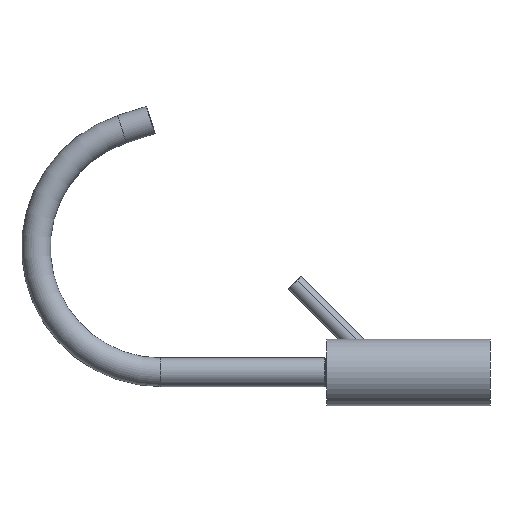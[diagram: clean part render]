
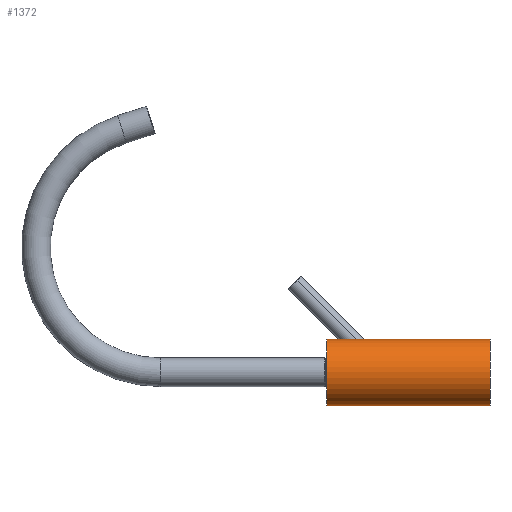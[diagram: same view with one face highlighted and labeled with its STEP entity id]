
A CAD part, left-side view. The second image highlights one B-rep face of the part: STEP entity #1372.
In plain terms, the highlighted cylindrical face has radius 22.05 mm (diameter 44.1 mm), a partial arc.
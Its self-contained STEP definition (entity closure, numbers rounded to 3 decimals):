
#42 = EDGE_CURVE ( 'NONE', #868, #2215, #821, .T. ) ;
#87 = AXIS2_PLACEMENT_3D ( 'NONE', #920, #2609, #1120 ) ;
#119 = VECTOR ( 'NONE', #1514, 1000. ) ;
#144 = DIRECTION ( 'NONE',  ( 0., 0., -1. ) ) ;
#239 = DIRECTION ( 'NONE',  ( 0., -1., 0. ) ) ;
#264 = CARTESIAN_POINT ( 'NONE',  ( 0., 0., 22.05 ) ) ;
#307 = ORIENTED_EDGE ( 'NONE', *, *, #1844, .F. ) ;
#575 = CARTESIAN_POINT ( 'NONE',  ( 0., 0., 0. ) ) ;
#608 = AXIS2_PLACEMENT_3D ( 'NONE', #575, #2345, #2489 ) ;
#695 = VERTEX_POINT ( 'NONE', #1488 ) ;
#718 = CYLINDRICAL_SURFACE ( 'NONE', #608, 22.05 ) ;
#797 = FACE_OUTER_BOUND ( 'NONE', #975, .T. ) ;
#803 = VERTEX_POINT ( 'NONE', #1286 ) ;
#821 = CIRCLE ( 'NONE', #2432, 22.05 ) ;
#860 = CIRCLE ( 'NONE', #87, 22.05 ) ;
#868 = VERTEX_POINT ( 'NONE', #1094 ) ;
#915 = DIRECTION ( 'NONE',  ( 0., -1., 0. ) ) ;
#920 = CARTESIAN_POINT ( 'NONE',  ( 0., 0., 0. ) ) ;
#975 = EDGE_LOOP ( 'NONE', ( #1225, #1721, #2312, #307 ) ) ;
#977 = CARTESIAN_POINT ( 'NONE',  ( 0., 108., -22.05 ) ) ;
#1094 = CARTESIAN_POINT ( 'NONE',  ( 0., 108., 22.05 ) ) ;
#1120 = DIRECTION ( 'NONE',  ( 0., 0., -1. ) ) ;
#1225 = ORIENTED_EDGE ( 'NONE', *, *, #2689, .F. ) ;
#1286 = CARTESIAN_POINT ( 'NONE',  ( 0., 0., 22.05 ) ) ;
#1287 = EDGE_CURVE ( 'NONE', #2215, #695, #2210, .T. ) ;
#1314 = CARTESIAN_POINT ( 'NONE',  ( 0., 108., 0. ) ) ;
#1372 = ADVANCED_FACE ( 'NONE', ( #797 ), #718, .T. ) ;
#1488 = CARTESIAN_POINT ( 'NONE',  ( 0., 0., -22.05 ) ) ;
#1514 = DIRECTION ( 'NONE',  ( 0., -1., 0. ) ) ;
#1701 = CARTESIAN_POINT ( 'NONE',  ( 0., 0., -22.05 ) ) ;
#1721 = ORIENTED_EDGE ( 'NONE', *, *, #42, .T. ) ;
#1844 = EDGE_CURVE ( 'NONE', #803, #695, #860, .T. ) ;
#2210 = LINE ( 'NONE', #1701, #2691 ) ;
#2215 = VERTEX_POINT ( 'NONE', #977 ) ;
#2312 = ORIENTED_EDGE ( 'NONE', *, *, #1287, .T. ) ;
#2345 = DIRECTION ( 'NONE',  ( 0., -1., 0. ) ) ;
#2432 = AXIS2_PLACEMENT_3D ( 'NONE', #1314, #915, #144 ) ;
#2489 = DIRECTION ( 'NONE',  ( 0., 0., -1. ) ) ;
#2500 = LINE ( 'NONE', #264, #119 ) ;
#2609 = DIRECTION ( 'NONE',  ( 0., -1., 0. ) ) ;
#2689 = EDGE_CURVE ( 'NONE', #868, #803, #2500, .T. ) ;
#2691 = VECTOR ( 'NONE', #239, 1000. ) ;
